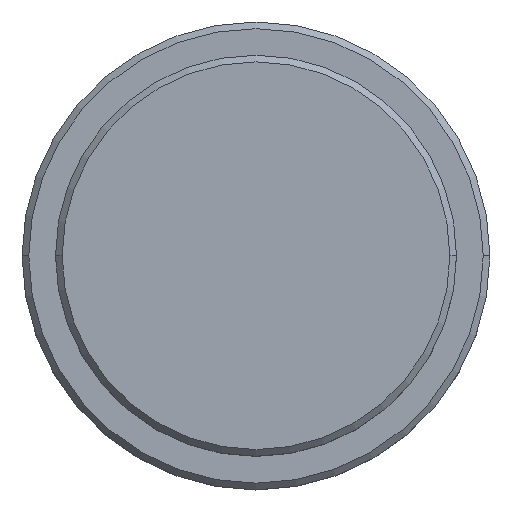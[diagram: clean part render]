
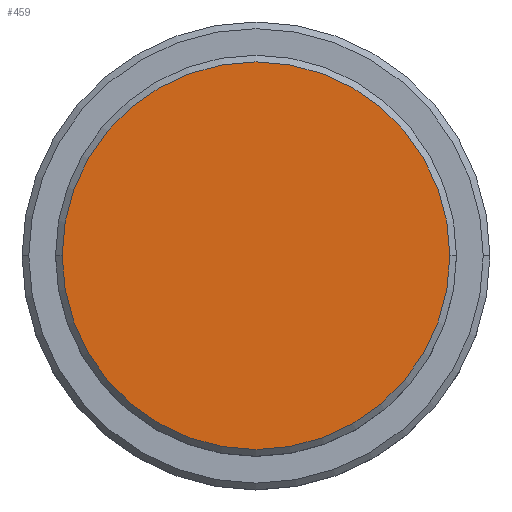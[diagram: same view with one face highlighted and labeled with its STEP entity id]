
A CAD part, top view. The second image highlights one B-rep face of the part: STEP entity #459.
In plain terms, the highlighted planar face has unit normal (0, 0, 1).
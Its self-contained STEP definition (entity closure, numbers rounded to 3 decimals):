
#27 = CIRCLE ( 'NONE', #1377, 14.5 ) ;
#46 = EDGE_CURVE ( 'NONE', #147, #469, #27, .T. ) ;
#61 = DIRECTION ( 'NONE',  ( 1., 0., 0. ) ) ;
#147 = VERTEX_POINT ( 'NONE', #209 ) ;
#168 = DIRECTION ( 'NONE',  ( 0., 0., 1. ) ) ;
#209 = CARTESIAN_POINT ( 'NONE',  ( 14.5, 0., 0. ) ) ;
#246 = CARTESIAN_POINT ( 'NONE',  ( 0., 0., 0. ) ) ;
#407 = EDGE_LOOP ( 'NONE', ( #874, #523 ) ) ;
#415 = CARTESIAN_POINT ( 'NONE',  ( 0., 0., 0. ) ) ;
#459 = ADVANCED_FACE ( 'NONE', ( #601 ), #1149, .T. ) ;
#469 = VERTEX_POINT ( 'NONE', #1025 ) ;
#523 = ORIENTED_EDGE ( 'NONE', *, *, #46, .T. ) ;
#601 = FACE_OUTER_BOUND ( 'NONE', #407, .T. ) ;
#616 = DIRECTION ( 'NONE',  ( 0., 0., 1. ) ) ;
#700 = DIRECTION ( 'NONE',  ( 0., 0., 1. ) ) ;
#706 = DIRECTION ( 'NONE',  ( 1., 0., 0. ) ) ;
#874 = ORIENTED_EDGE ( 'NONE', *, *, #1058, .T. ) ;
#964 = AXIS2_PLACEMENT_3D ( 'NONE', #1143, #168, #61 ) ;
#1010 = AXIS2_PLACEMENT_3D ( 'NONE', #415, #616, #1151 ) ;
#1025 = CARTESIAN_POINT ( 'NONE',  ( -14.5, 0., 0. ) ) ;
#1058 = EDGE_CURVE ( 'NONE', #469, #147, #1281, .T. ) ;
#1143 = CARTESIAN_POINT ( 'NONE',  ( 0., 0., 0. ) ) ;
#1149 = PLANE ( 'NONE',  #964 ) ;
#1151 = DIRECTION ( 'NONE',  ( 1., 0., 0. ) ) ;
#1281 = CIRCLE ( 'NONE', #1010, 14.5 ) ;
#1377 = AXIS2_PLACEMENT_3D ( 'NONE', #246, #700, #706 ) ;
